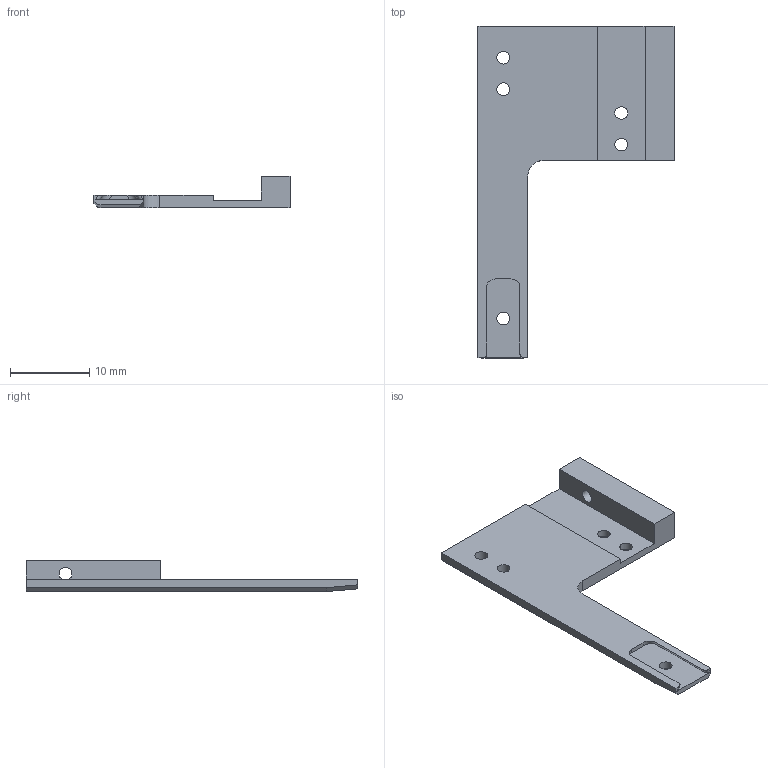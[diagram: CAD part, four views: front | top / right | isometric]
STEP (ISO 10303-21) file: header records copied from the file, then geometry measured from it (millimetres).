
FILE_DESCRIPTION(/* description */ (''),/* implementation_level */ '2;1');
FILE_NAME(/* name */ 'rail_NHP to 2mm rail adapter - long reach v34.step',/* time_stamp */ '2022-10-01T17:14:47-04:00',/* author */ (''),/* organization */ (''),/* preprocessor_version */ 'ST-DEVELOPER v19',/* originating_system */ 'Autodesk Translation Framework v11.7.0.108',/* authorisation */ '');
FILE_SCHEMA (('AUTOMOTIVE_DESIGN { 1 0 10303 214 3 1 1 }'));
Length unit declared in the file: millimetre
Products named in the file (1): rail_NHP to 2mm rail adapter - long reach
Bounding box: 24.8 x 42 x 3.95 mm (x, y, z)
Volume: 922 mm3; surface area: 1521 mm2
Topology: 1 solids, 1 shells, 37 faces, 107 edges, 71 vertices
Faces by surface type: plane 20, cylinder 13, cone 4
Full cylindrical faces by diameter (mm): 0.8 x1, 1.6 x2, 1.623 x5
Entity records: 1371 total; most frequent: CARTESIAN_POINT 332, ORIENTED_EDGE 210, DIRECTION 199, EDGE_CURVE 105, VERTEX_POINT 71, LINE 69, VECTOR 69, AXIS2_PLACEMENT_3D 65
